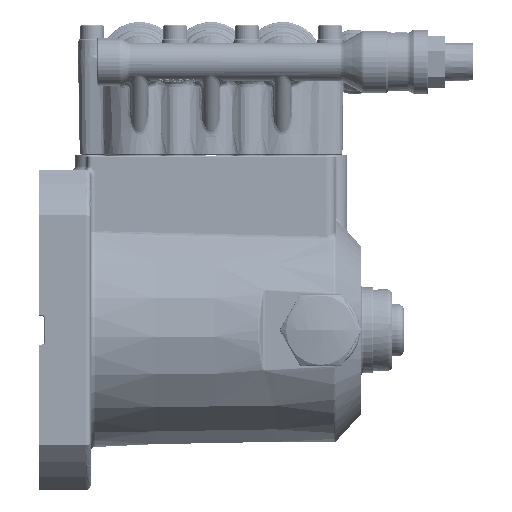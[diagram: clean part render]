
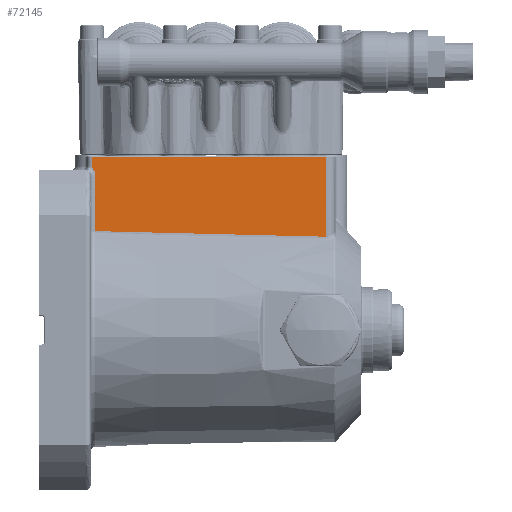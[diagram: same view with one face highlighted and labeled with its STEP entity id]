
A CAD part, front view. The second image highlights one B-rep face of the part: STEP entity #72145.
In plain terms, the highlighted planar face has unit normal (0, -1, 0).
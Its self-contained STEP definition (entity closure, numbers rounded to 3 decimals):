
#8561 = CARTESIAN_POINT ( 'NONE',  ( 23.5, -27.5, 65. ) ) ;
#15142 = VECTOR ( 'NONE', #192241, 1000. ) ;
#26745 = CARTESIAN_POINT ( 'NONE',  ( 23.493, -27.5, 65.149 ) ) ;
#28448 = CARTESIAN_POINT ( 'NONE',  ( 23.449, -27.5, 65.595 ) ) ;
#33605 = ORIENTED_EDGE ( 'NONE', *, *, #86278, .F. ) ;
#39442 = DIRECTION ( 'NONE',  ( 0., -1., 0. ) ) ;
#47364 = LINE ( 'NONE', #77951, #198598 ) ;
#48250 = CARTESIAN_POINT ( 'NONE',  ( 23.324, -27.5, 66.178 ) ) ;
#54186 = VERTEX_POINT ( 'NONE', #224811 ) ;
#56165 = CARTESIAN_POINT ( 'NONE',  ( 22., -27.5, 72.5 ) ) ;
#57893 = CARTESIAN_POINT ( 'NONE',  ( 120., -27.5, 39.223 ) ) ;
#66553 = VERTEX_POINT ( 'NONE', #56165 ) ;
#68144 = CARTESIAN_POINT ( 'NONE',  ( 22.967, -27.5, 66.997 ) ) ;
#72145 = ADVANCED_FACE ( 'NONE', ( #105259 ), #196422, .T. ) ;
#72784 = CARTESIAN_POINT ( 'NONE',  ( 22., -27.5, 68.11 ) ) ;
#74031 = DIRECTION ( 'NONE',  ( 0., 0., 1. ) ) ;
#77951 = CARTESIAN_POINT ( 'NONE',  ( 20., -27.5, 72.5 ) ) ;
#86278 = EDGE_CURVE ( 'NONE', #226131, #233521, #96285, .T. ) ;
#88036 = CARTESIAN_POINT ( 'NONE',  ( 22.44, -27.5, 67.713 ) ) ;
#92662 = EDGE_CURVE ( 'NONE', #158774, #226131, #234932, .T. ) ;
#92924 = CARTESIAN_POINT ( 'NONE',  ( 120., -27.5, 72.5 ) ) ;
#96285 = B_SPLINE_CURVE_WITH_KNOTS ( 'NONE', 3,
 ( #8561, #26745, #244770, #28448, #166485, #48250, #186367, #68144, #206130, #88036, #225856, #107914 ),
 .UNSPECIFIED., .F., .F.,
 ( 4, 2, 2, 2, 2, 4 ),
 ( 0., 0., 0.001, 0.002, 0.003, 0.004 ),
 .UNSPECIFIED. ) ;
#97641 = CARTESIAN_POINT ( 'NONE',  ( 23.5, -27.5, 41.555 ) ) ;
#105259 = FACE_OUTER_BOUND ( 'NONE', #139258, .T. ) ;
#107914 = CARTESIAN_POINT ( 'NONE',  ( 22., -27.5, 68.11 ) ) ;
#110942 = EDGE_CURVE ( 'NONE', #66553, #146825, #47364, .T. ) ;
#112192 = CARTESIAN_POINT ( 'NONE',  ( 22., -27.5, -500000. ) ) ;
#112456 = ORIENTED_EDGE ( 'NONE', *, *, #110942, .F. ) ;
#115759 = EDGE_CURVE ( 'NONE', #54186, #158774, #203954, .T. ) ;
#116466 = ORIENTED_EDGE ( 'NONE', *, *, #235161, .F. ) ;
#118498 = DIRECTION ( 'NONE',  ( 1., 0., 0. ) ) ;
#129651 = ORIENTED_EDGE ( 'NONE', *, *, #115759, .F. ) ;
#132758 = CARTESIAN_POINT ( 'NONE',  ( 23.5, -27.5, 67. ) ) ;
#135332 = EDGE_CURVE ( 'NONE', #146825, #54186, #237098, .T. ) ;
#139258 = EDGE_LOOP ( 'NONE', ( #116466, #33605, #215750, #129651, #165384, #112456 ) ) ;
#146825 = VERTEX_POINT ( 'NONE', #92924 ) ;
#154870 = CARTESIAN_POINT ( 'NONE',  ( 120., -27.5, -500000. ) ) ;
#157679 = CARTESIAN_POINT ( 'NONE',  ( 20., -27.5, -500000. ) ) ;
#158774 = VERTEX_POINT ( 'NONE', #255285 ) ;
#165384 = ORIENTED_EDGE ( 'NONE', *, *, #135332, .F. ) ;
#166485 = CARTESIAN_POINT ( 'NONE',  ( 23.424, -27.5, 65.742 ) ) ;
#176126 = CARTESIAN_POINT ( 'NONE',  ( 87.834, -27.5, 40.008 ) ) ;
#177564 = DIRECTION ( 'NONE',  ( 0., 0., 1. ) ) ;
#178675 = VECTOR ( 'NONE', #253839, 1000. ) ;
#186367 = CARTESIAN_POINT ( 'NONE',  ( 23.225, -27.5, 66.461 ) ) ;
#188855 = CARTESIAN_POINT ( 'NONE',  ( 23.5, -27.5, 65. ) ) ;
#192241 = DIRECTION ( 'NONE',  ( 0., 0., 1. ) ) ;
#196422 = PLANE ( 'NONE',  #245959 ) ;
#198598 = VECTOR ( 'NONE', #118498, 1000. ) ;
#203954 = B_SPLINE_CURVE_WITH_KNOTS ( 'NONE', 3,
 ( #57893, #176126, #215660, #97641 ),
 .UNSPECIFIED., .F., .F.,
 ( 4, 4 ),
 ( 0., 0.097 ),
 .UNSPECIFIED. ) ;
#206130 = CARTESIAN_POINT ( 'NONE',  ( 22.807, -27.5, 67.252 ) ) ;
#215660 = CARTESIAN_POINT ( 'NONE',  ( 55.667, -27.5, 40.785 ) ) ;
#215750 = ORIENTED_EDGE ( 'NONE', *, *, #92662, .F. ) ;
#218823 = LINE ( 'NONE', #112192, #15142 ) ;
#224811 = CARTESIAN_POINT ( 'NONE',  ( 120., -27.5, 39.223 ) ) ;
#225856 = CARTESIAN_POINT ( 'NONE',  ( 22.233, -27.5, 67.923 ) ) ;
#226131 = VERTEX_POINT ( 'NONE', #188855 ) ;
#228779 = VECTOR ( 'NONE', #74031, 1000. ) ;
#233521 = VERTEX_POINT ( 'NONE', #72784 ) ;
#234932 = LINE ( 'NONE', #132758, #228779 ) ;
#235161 = EDGE_CURVE ( 'NONE', #233521, #66553, #218823, .T. ) ;
#237098 = LINE ( 'NONE', #154870, #178675 ) ;
#244770 = CARTESIAN_POINT ( 'NONE',  ( 23.484, -27.5, 65.298 ) ) ;
#245959 = AXIS2_PLACEMENT_3D ( 'NONE', #157679, #39442, #177564 ) ;
#253839 = DIRECTION ( 'NONE',  ( 0., 0., -1. ) ) ;
#255285 = CARTESIAN_POINT ( 'NONE',  ( 23.5, -27.5, 41.555 ) ) ;
